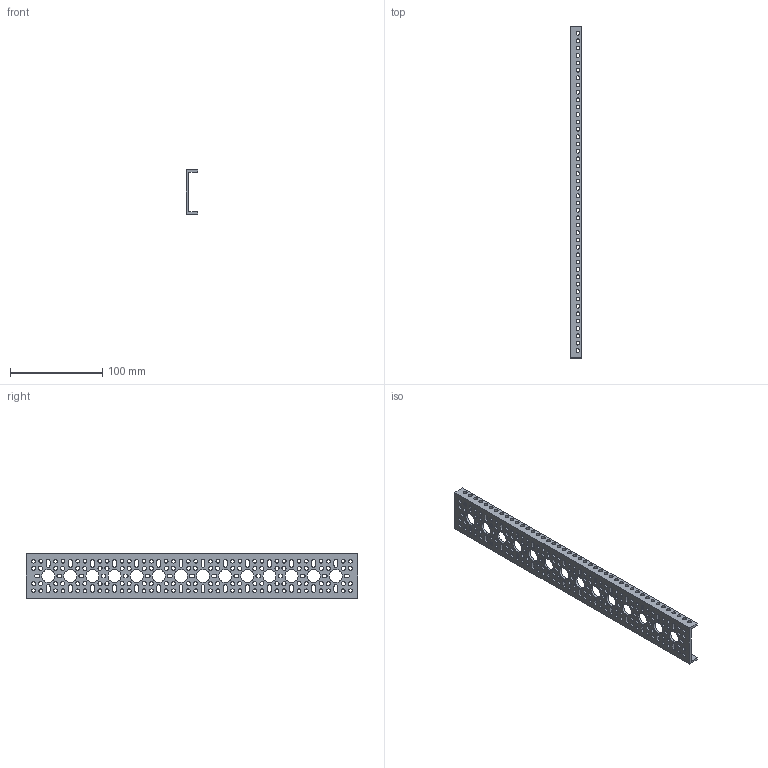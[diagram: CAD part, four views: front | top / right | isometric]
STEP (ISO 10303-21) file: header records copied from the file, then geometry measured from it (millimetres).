
FILE_DESCRIPTION (( 'STEP AP203' ), '1' );
FILE_NAME ('1107-0014-0360 rev1.STEP', '2017-05-12T19:34:15', ( '' ), ( '' ), 'SwSTEP 2.0', 'SolidWorks 2016', '' );
FILE_SCHEMA (( 'CONFIG_CONTROL_DESIGN' ));
Length unit declared in the file: millimetre
Products named in the file (1): 1107-0014-0360 rev1
Bounding box: 12 x 360 x 48 mm (x, y, z)
Volume: 45096.9 mm3; surface area: 48602.2 mm2
Topology: 1 solids, 1 shells, 820 faces, 2454 edges, 1636 vertices
Faces by surface type: cylinder 604, plane 216
Entity records: 29363 total; most frequent: DIRECTION 5304, CARTESIAN_POINT 4911, ORIENTED_EDGE 4908, EDGE_CURVE 2454, AXIS2_PLACEMENT_3D 2029, VERTEX_POINT 1636, EDGE_LOOP 1350, LINE 1246
